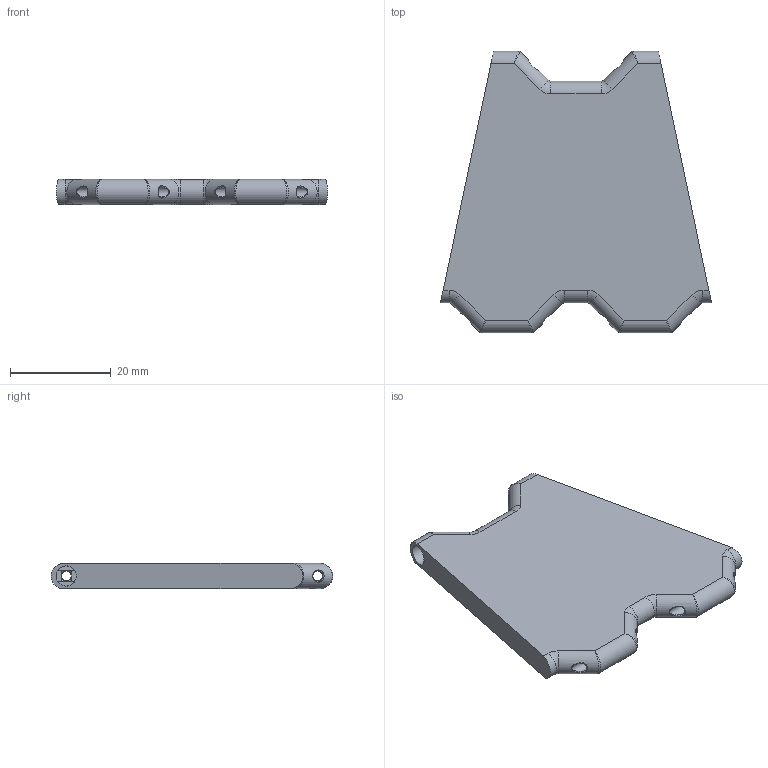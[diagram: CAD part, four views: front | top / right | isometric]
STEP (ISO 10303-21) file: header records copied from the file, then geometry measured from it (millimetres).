
FILE_DESCRIPTION(/* description */ ('STEP AP242','CAx-IF Rec.Pracs.---Representation and Presentation of Product Manufacturing Information (PMI)---4.0---2014-10-13','CAx-IF Rec.Pracs.---3D Tessellated Geometry---0.4---2014-09-14','2;1'),/* implementation_level */ '2;1');
FILE_NAME(/* name */ '67b483d28bc50956cb75f48a',/* time_stamp */ '2025-02-18T12:57:54Z',/* author */ (''),/* organization */ (''),/* preprocessor_version */ 'ST-DEVELOPER v20',/* originating_system */ 'ONSHAPE BY PTC INC, 1.193',/* authorisation */ ' ');
FILE_SCHEMA (('AP242_MANAGED_MODEL_BASED_3D_ENGINEERING_MIM_LF { 1 0 10303 442 1 1 4 }'));
Length unit declared in the file: metre
Products named in the file (1): Joint - Strap to Pad
Bounding box: 53.85 x 56 x 5 mm (x, y, z)
Volume: 10848.8 mm3; surface area: 5605.4 mm2
Topology: 1 solids, 1 shells, 63 faces, 172 edges, 99 vertices
Faces by surface type: cylinder 19, bspline 18, plane 16, torus 6, cone 4
Full cylindrical faces by diameter (mm): 2 x4, 4 x1
Entity records: 2502 total; most frequent: CARTESIAN_POINT 1078, ORIENTED_EDGE 308, DIRECTION 256, EDGE_CURVE 154, AXIS2_PLACEMENT_3D 100, VERTEX_POINT 98, EDGE_LOOP 76, FACE_BOUND 76
